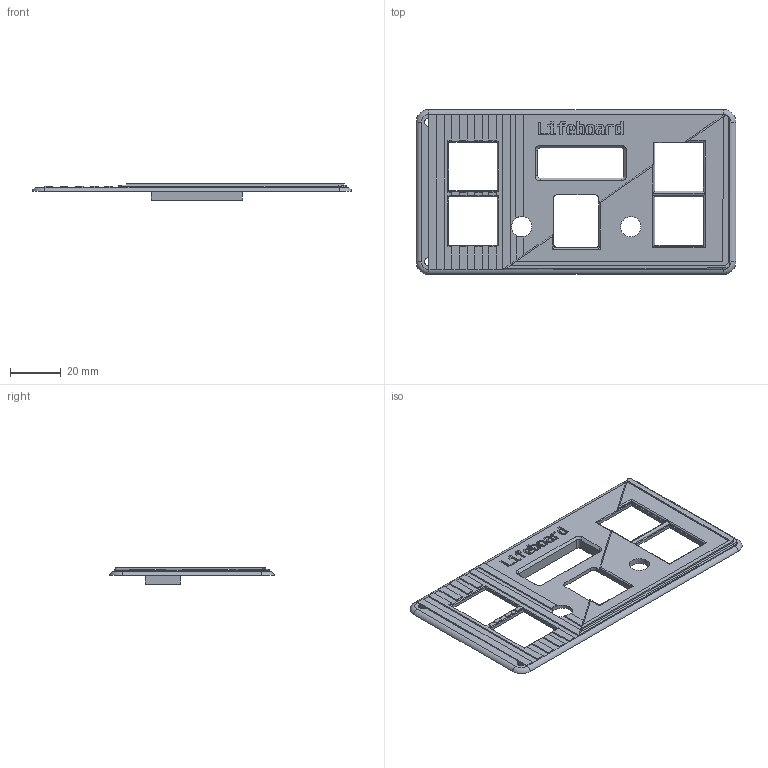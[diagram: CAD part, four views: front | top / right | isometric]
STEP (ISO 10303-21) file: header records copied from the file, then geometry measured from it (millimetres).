
FILE_DESCRIPTION(/* description */ (''),/* implementation_level */ '2;1');
FILE_NAME(/* name */ 'Lifeboard_top.step',/* time_stamp */ '2025-12-08T17:28:12-05:00',/* author */ (''),/* organization */ (''),/* preprocessor_version */ 'ST-DEVELOPER v20.1',/* originating_system */ 'Autodesk Translation Framework v14.21.0.0',/* authorisation */ '');
FILE_SCHEMA (('AUTOMOTIVE_DESIGN { 1 0 10303 214 3 1 1 }'));
Length unit declared in the file: millimetre
Products named in the file (1): Lifeboard_top
Bounding box: 125.78 x 64.92 x 6.5 mm (x, y, z)
Volume: 10787.8 mm3; surface area: 14261.1 mm2
Topology: 1 solids, 1 shells, 442 faces, 1211 edges, 790 vertices
Faces by surface type: plane 260, bspline 115, cylinder 59, torus 4, cone 4
Full cylindrical faces by diameter (mm): 3.4 x2, 8 x2
Entity records: 15133 total; most frequent: CARTESIAN_POINT 4481, ORIENTED_EDGE 2418, DIRECTION 1759, EDGE_CURVE 1209, LINE 849, VECTOR 849, VERTEX_POINT 790, EDGE_LOOP 483
